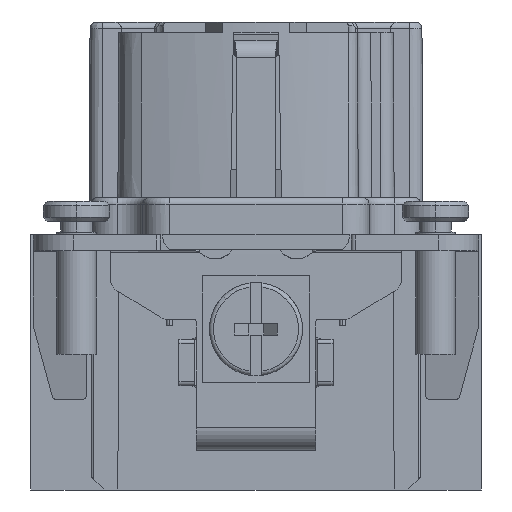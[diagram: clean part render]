
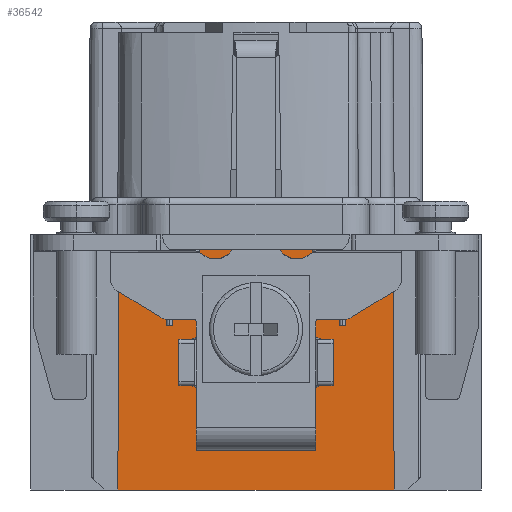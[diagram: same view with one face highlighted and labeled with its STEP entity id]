
A CAD part, front view. The second image highlights one B-rep face of the part: STEP entity #36542.
In plain terms, the highlighted planar face has unit normal (0, -1, 0).
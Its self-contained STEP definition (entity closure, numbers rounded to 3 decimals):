
#1204=DIRECTION('',(-1.,0.,0.));
#1205=VECTOR('',#1204,3.557);
#1206=CARTESIAN_POINT('',(10.3,-43.85,-3.8));
#1207=LINE('',#1206,#1205);
#1218=DIRECTION('',(-1.,0.,0.));
#1219=VECTOR('',#1218,3.757);
#1220=CARTESIAN_POINT('',(6.257,-43.85,-3.8));
#1221=LINE('',#1220,#1219);
#1244=DIRECTION('',(-1.,0.,0.));
#1245=VECTOR('',#1244,3.757);
#1246=CARTESIAN_POINT('',(-2.5,-43.85,-3.8));
#1247=LINE('',#1246,#1245);
#1258=DIRECTION('',(-1.,0.,0.));
#1259=VECTOR('',#1258,3.557);
#1260=CARTESIAN_POINT('',(-6.743,-43.85,-3.8));
#1261=LINE('',#1260,#1259);
#1827=DIRECTION('',(0.,0.,1.));
#1828=VECTOR('',#1827,1.2);
#1829=CARTESIAN_POINT('',(-4.5,-43.85,-18.9));
#1830=LINE('',#1829,#1828);
#1849=DIRECTION('',(1.,0.,0.));
#1850=VECTOR('',#1849,9.);
#1851=CARTESIAN_POINT('',(-4.5,-43.85,-17.7));
#1852=LINE('',#1851,#1850);
#1853=DIRECTION('',(0.,0.,-1.));
#1854=VECTOR('',#1853,1.2);
#1855=CARTESIAN_POINT('',(4.5,-43.85,-17.7));
#1856=LINE('',#1855,#1854);
#1875=DIRECTION('',(1.,0.,0.));
#1876=VECTOR('',#1875,9.);
#1877=CARTESIAN_POINT('',(-4.5,-43.85,-18.9));
#1878=LINE('',#1877,#1876);
#10080=DIRECTION('',(-1.,0.,0.));
#10081=VECTOR('',#10080,5.);
#10082=CARTESIAN_POINT('',(2.5,-43.85,-2.9));
#10083=LINE('',#10082,#10081);
#10348=DIRECTION('',(-1.,0.,0.));
#10349=VECTOR('',#10348,20.79);
#10350=CARTESIAN_POINT('',(10.395,-43.85,-21.9));
#10351=LINE('',#10350,#10349);
#17159=DIRECTION('',(0.,0.,1.));
#17160=VECTOR('',#17159,0.9);
#17161=CARTESIAN_POINT('',(2.5,-43.85,-3.8));
#17162=LINE('',#17161,#17160);
#17175=DIRECTION('',(0.,0.,1.));
#17176=VECTOR('',#17175,0.9);
#17177=CARTESIAN_POINT('',(-2.5,-43.85,-3.8));
#17178=LINE('',#17177,#17176);
#18150=DIRECTION('',(0.005,0.,-1.));
#18151=VECTOR('',#18150,18.1);
#18152=CARTESIAN_POINT('',(10.3,-43.85,-3.8));
#18153=LINE('',#18152,#18151);
#18158=DIRECTION('',(-0.005,0.,-1.));
#18159=VECTOR('',#18158,18.1);
#18160=CARTESIAN_POINT('',(-10.3,-43.85,-3.8));
#18161=LINE('',#18160,#18159);
#26657=CARTESIAN_POINT('',(-6.703,-43.85,-9.5));
#26658=CARTESIAN_POINT('',(-6.718,-43.85,-7.6));
#26659=CARTESIAN_POINT('',(-6.731,-43.85,-5.7));
#26660=CARTESIAN_POINT('',(-6.743,-43.85,-3.8));
#26693=CARTESIAN_POINT('',(-6.297,-43.85,-9.5));
#26694=CARTESIAN_POINT('',(-6.282,-43.85,-7.6));
#26695=CARTESIAN_POINT('',(-6.269,-43.85,-5.7));
#26696=CARTESIAN_POINT('',(-6.257,-43.85,-3.8));
#26705=DIRECTION('',(-1.,0.,0.));
#26706=VECTOR('',#26705,0.407);
#26707=CARTESIAN_POINT('',(-6.297,-43.85,-9.5));
#26708=LINE('',#26707,#26706);
#26723=CARTESIAN_POINT('',(6.297,-43.85,-9.5));
#26724=CARTESIAN_POINT('',(6.282,-43.85,-7.6));
#26725=CARTESIAN_POINT('',(6.269,-43.85,-5.7));
#26726=CARTESIAN_POINT('',(6.257,-43.85,-3.8));
#26759=CARTESIAN_POINT('',(6.703,-43.85,-9.5));
#26760=CARTESIAN_POINT('',(6.718,-43.85,-7.6));
#26761=CARTESIAN_POINT('',(6.731,-43.85,-5.7));
#26762=CARTESIAN_POINT('',(6.743,-43.85,-3.8));
#26771=DIRECTION('',(-1.,0.,0.));
#26772=VECTOR('',#26771,0.407);
#26773=CARTESIAN_POINT('',(6.703,-43.85,-9.5));
#26774=LINE('',#26773,#26772);
#26799=CARTESIAN_POINT('',(0.,-43.85,-9.8));
#26800=DIRECTION('',(0.,1.,0.));
#26801=DIRECTION('',(1.,0.,0.));
#26802=AXIS2_PLACEMENT_3D('',#26799,#26800,#26801);
#26858=CARTESIAN_POINT('',(0.,-43.85,-9.8));
#26859=DIRECTION('',(0.,1.,0.));
#26860=DIRECTION('',(-1.,0.,0.));
#26861=AXIS2_PLACEMENT_3D('',#26858,#26859,#26860);
#31504=CARTESIAN_POINT('',(-10.3,-43.85,-3.8));
#31505=CARTESIAN_POINT('',(-10.395,-43.85,-21.9));
#31506=VERTEX_POINT('',#31504);
#31507=VERTEX_POINT('',#31505);
#31508=CARTESIAN_POINT('',(10.3,-43.85,-3.8));
#31509=CARTESIAN_POINT('',(6.743,-43.85,-3.8));
#31510=VERTEX_POINT('',#31508);
#31511=VERTEX_POINT('',#31509);
#31512=CARTESIAN_POINT('',(6.257,-43.85,-3.8));
#31513=CARTESIAN_POINT('',(2.5,-43.85,-3.8));
#31514=VERTEX_POINT('',#31512);
#31515=VERTEX_POINT('',#31513);
#31516=CARTESIAN_POINT('',(-2.5,-43.85,-3.8));
#31517=CARTESIAN_POINT('',(-6.257,-43.85,-3.8));
#31518=VERTEX_POINT('',#31516);
#31519=VERTEX_POINT('',#31517);
#31520=CARTESIAN_POINT('',(-6.743,-43.85,-3.8));
#31521=VERTEX_POINT('',#31520);
#31523=CARTESIAN_POINT('',(2.5,-43.85,-2.9));
#31525=VERTEX_POINT('',#31523);
#31528=CARTESIAN_POINT('',(-2.5,-43.85,-2.9));
#31529=VERTEX_POINT('',#31528);
#31530=VERTEX_POINT('',#26723);
#31531=VERTEX_POINT('',#26759);
#31532=VERTEX_POINT('',#26693);
#31533=VERTEX_POINT('',#26657);
#31534=CARTESIAN_POINT('',(10.395,-43.85,-21.9));
#31535=VERTEX_POINT('',#31534);
#31680=CARTESIAN_POINT('',(4.5,-43.85,-17.7));
#31681=CARTESIAN_POINT('',(4.5,-43.85,-18.9));
#31682=VERTEX_POINT('',#31680);
#31683=VERTEX_POINT('',#31681);
#31684=CARTESIAN_POINT('',(-4.5,-43.85,-18.9));
#31685=CARTESIAN_POINT('',(-4.5,-43.85,-17.7));
#31686=VERTEX_POINT('',#31684);
#31687=VERTEX_POINT('',#31685);
#31712=CARTESIAN_POINT('',(2.,-43.85,-9.8));
#31713=CARTESIAN_POINT('',(-2.,-43.85,-9.8));
#31714=VERTEX_POINT('',#31712);
#31715=VERTEX_POINT('',#31713);
#36491=CARTESIAN_POINT('',(16.95,-43.85,-14.8));
#36492=DIRECTION('',(0.,1.,0.));
#36493=DIRECTION('',(-1.,0.,0.));
#36494=AXIS2_PLACEMENT_3D('',#36491,#36492,#36493);
#36495=PLANE('',#36494);
#36497=ORIENTED_EDGE('',*,*,#36496,.F.);
#36498=ORIENTED_EDGE('',*,*,#36472,.F.);
#36500=ORIENTED_EDGE('',*,*,#36499,.F.);
#36502=ORIENTED_EDGE('',*,*,#36501,.F.);
#36504=ORIENTED_EDGE('',*,*,#36503,.T.);
#36505=ORIENTED_EDGE('',*,*,#36462,.F.);
#36507=ORIENTED_EDGE('',*,*,#36506,.T.);
#36509=ORIENTED_EDGE('',*,*,#36508,.F.);
#36511=ORIENTED_EDGE('',*,*,#36510,.F.);
#36512=ORIENTED_EDGE('',*,*,#36449,.F.);
#36514=ORIENTED_EDGE('',*,*,#36513,.F.);
#36516=ORIENTED_EDGE('',*,*,#36515,.F.);
#36518=ORIENTED_EDGE('',*,*,#36517,.T.);
#36519=ORIENTED_EDGE('',*,*,#36439,.F.);
#36521=ORIENTED_EDGE('',*,*,#36520,.T.);
#36523=ORIENTED_EDGE('',*,*,#36522,.T.);
#36524=EDGE_LOOP('',(#36497,#36498,#36500,#36502,#36504,#36505,#36507,#36509,
#36511,#36512,#36514,#36516,#36518,#36519,#36521,#36523));
#36525=FACE_OUTER_BOUND('',#36524,.F.);
#36527=ORIENTED_EDGE('',*,*,#36526,.F.);
#36529=ORIENTED_EDGE('',*,*,#36528,.F.);
#36530=EDGE_LOOP('',(#36527,#36529));
#36531=FACE_BOUND('',#36530,.F.);
#36533=ORIENTED_EDGE('',*,*,#36532,.F.);
#36535=ORIENTED_EDGE('',*,*,#36534,.F.);
#36537=ORIENTED_EDGE('',*,*,#36536,.F.);
#36539=ORIENTED_EDGE('',*,*,#36538,.T.);
#36540=EDGE_LOOP('',(#36533,#36535,#36537,#36539));
#36541=FACE_BOUND('',#36540,.F.);
#36542=ADVANCED_FACE('',(#36525,#36531,#36541),#36495,.F.);
#26661=B_SPLINE_CURVE_WITH_KNOTS('',3,(#26657,#26658,#26659,#26660),
.UNSPECIFIED.,.F.,.F.,(4,4),(0.,1.),.UNSPECIFIED.);
#26697=B_SPLINE_CURVE_WITH_KNOTS('',3,(#26693,#26694,#26695,#26696),
.UNSPECIFIED.,.F.,.F.,(4,4),(0.,1.),.UNSPECIFIED.);
#26727=B_SPLINE_CURVE_WITH_KNOTS('',3,(#26723,#26724,#26725,#26726),
.UNSPECIFIED.,.F.,.F.,(4,4),(0.,1.),.UNSPECIFIED.);
#26763=B_SPLINE_CURVE_WITH_KNOTS('',3,(#26759,#26760,#26761,#26762),
.UNSPECIFIED.,.F.,.F.,(4,4),(0.,1.),.UNSPECIFIED.);
#26803=CIRCLE('',#26802,2.);
#26862=CIRCLE('',#26861,2.);
#36439=EDGE_CURVE('',#31510,#31511,#1207,.T.);
#36449=EDGE_CURVE('',#31514,#31515,#1221,.T.);
#36462=EDGE_CURVE('',#31518,#31519,#1247,.T.);
#36472=EDGE_CURVE('',#31521,#31506,#1261,.T.);
#36496=EDGE_CURVE('',#31506,#31507,#18161,.T.);
#36499=EDGE_CURVE('',#31533,#31521,#26661,.T.);
#36501=EDGE_CURVE('',#31532,#31533,#26708,.T.);
#36503=EDGE_CURVE('',#31532,#31519,#26697,.T.);
#36506=EDGE_CURVE('',#31518,#31529,#17178,.T.);
#36508=EDGE_CURVE('',#31525,#31529,#10083,.T.);
#36510=EDGE_CURVE('',#31515,#31525,#17162,.T.);
#36513=EDGE_CURVE('',#31530,#31514,#26727,.T.);
#36515=EDGE_CURVE('',#31531,#31530,#26774,.T.);
#36517=EDGE_CURVE('',#31531,#31511,#26763,.T.);
#36520=EDGE_CURVE('',#31510,#31535,#18153,.T.);
#36522=EDGE_CURVE('',#31535,#31507,#10351,.T.);
#36526=EDGE_CURVE('',#31714,#31715,#26803,.T.);
#36528=EDGE_CURVE('',#31715,#31714,#26862,.T.);
#36532=EDGE_CURVE('',#31682,#31683,#1856,.T.);
#36534=EDGE_CURVE('',#31687,#31682,#1852,.T.);
#36536=EDGE_CURVE('',#31686,#31687,#1830,.T.);
#36538=EDGE_CURVE('',#31686,#31683,#1878,.T.);
